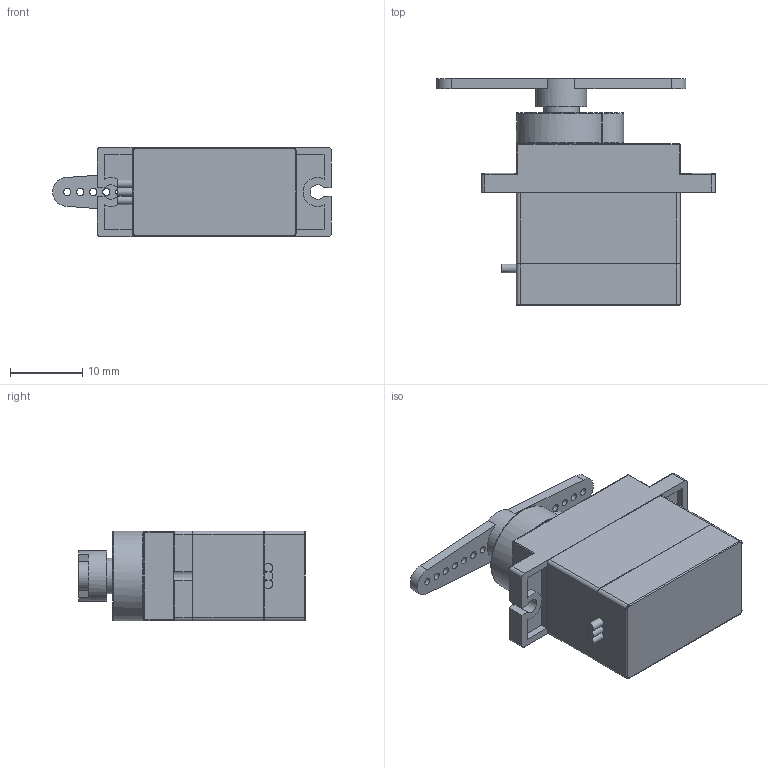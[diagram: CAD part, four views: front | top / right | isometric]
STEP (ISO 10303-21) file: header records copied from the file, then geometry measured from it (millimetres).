
FILE_DESCRIPTION(/* description */ ('STEP AP214'),/* implementation_level */ '2;1');
FILE_NAME(/* name */ 'microservoAssembly v2.step',/* time_stamp */ '2025-06-11T22:30:04+08:00',/* author */ (''),/* organization */ (''),/* preprocessor_version */ 'ST-DEVELOPER v20.1',/* originating_system */ 'Autodesk Translation Framework v14.10.0.0',/* authorisation */ '');
FILE_SCHEMA (('AUTOMOTIVE_DESIGN { 1 0 10303 214 3 1 1 }'));
Length unit declared in the file: millimetre
Products named in the file (3): microservoAssembly; microservoSG90; microservoArm_A2
Assembly tree (2 placements, depth 2):
  microservoAssembly
    microservoSG90
    microservoArm_A2
Bounding box: 38.45 x 31.3 x 12.4 mm (x, y, z)
Volume: 7344.2 mm3; surface area: 3371.5 mm2
Topology: 2 solids, 2 shells, 193 faces, 480 edges, 298 vertices
Faces by surface type: cylinder 83, plane 73, bspline 18, torus 15, sphere 4
Full cylindrical faces by diameter (mm): 1 x14, 1.6 x1, 2.4 x1, 4.7 x1, 4.9 x2, 7 x1
Entity records: 7191 total; most frequent: CARTESIAN_POINT 2425, DIRECTION 973, ORIENTED_EDGE 952, EDGE_CURVE 476, AXIS2_PLACEMENT_3D 363, VERTEX_POINT 298, LINE 247, VECTOR 247
